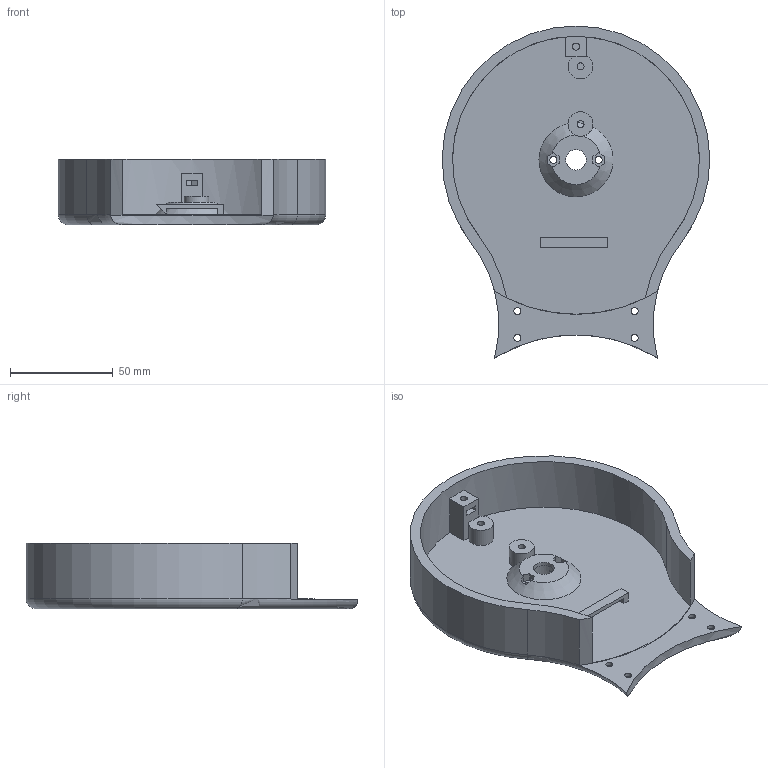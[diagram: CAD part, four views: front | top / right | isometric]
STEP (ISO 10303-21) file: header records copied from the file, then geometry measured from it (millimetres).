
FILE_DESCRIPTION(('FreeCAD Model'),'2;1');
FILE_NAME('Art2BodyBSmall2.step','2017-08-17T10:21:22',('Author'),(''), 'Open CASCADE STEP processor 6.8','FreeCAD','Unknown');
FILE_SCHEMA(('AUTOMOTIVE_DESIGN_CC2 { 1 2 10303 214 -1 1 5 4 }'));
Length unit declared in the file: millimetre
Products named in the file (2): ASSEMBLY; Art2BodyBSmall2
Assembly tree (1 placements, depth 2):
  ASSEMBLY
    Art2BodyBSmall2
Bounding box: 129.96 x 161.26 x 32 mm (x, y, z)
Volume: 125433 mm3; surface area: 54235.7 mm2
Topology: 1 solids, 1 shells, 101 faces, 278 edges, 187 vertices
Faces by surface type: plane 67, cylinder 28, torus 3, cone 3
Full cylindrical faces by diameter (mm): 3.4 x12, 5.9 x4, 10 x1, 12 x1, 16.4 x1
Entity records: 8307 total; most frequent: CARTESIAN_POINT 2878, DIRECTION 967, ORIENTED_EDGE 556, PCURVE 556, DEFINITIONAL_REPRESENTATION 556, LINE 512, VECTOR 512, EDGE_CURVE 278
